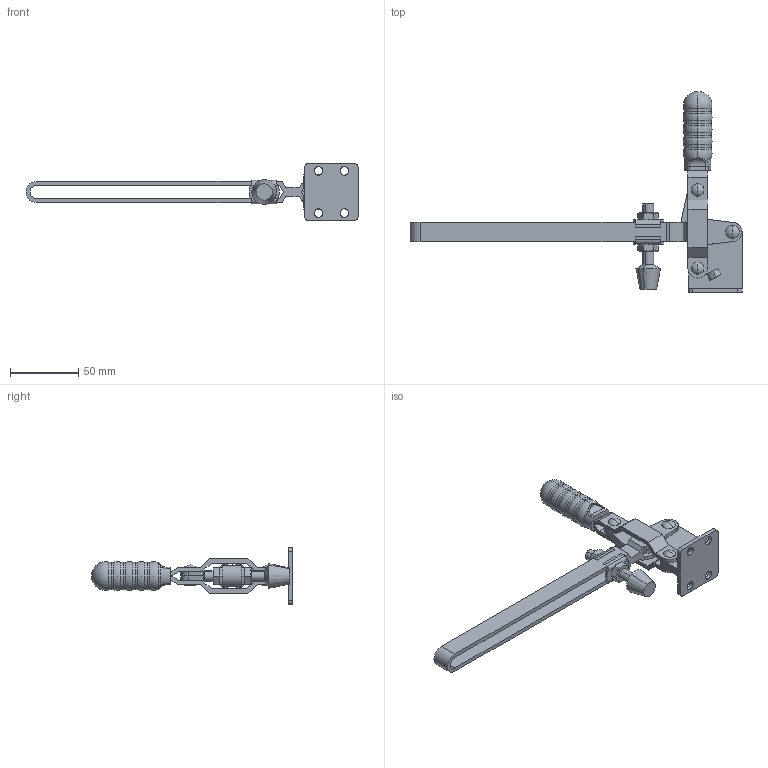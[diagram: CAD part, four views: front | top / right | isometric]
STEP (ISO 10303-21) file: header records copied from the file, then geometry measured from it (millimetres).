
FILE_DESCRIPTION (( 'STEP AP214' ), '1' );
FILE_NAME ('GH-10200-E(Â²¤Æ).STEP', '2020-05-04T09:30:30', ( 'LinWei' ), ( '' ), 'SwSTEP 2.0', 'SolidWorks 2016', '' );
FILE_SCHEMA (( 'AUTOMOTIVE_DESIGN' ));
Length unit declared in the file: millimetre
Products named in the file (6): Group4^GH-101-D(簡化); Group2^GH-10200-E(簡化); 零件46^GH-10200-E(簡化); Group5^GH-10200-E(簡化); Group6^GH-10200-E(簡化); GH-10200-E(簡化)
Assembly tree (5 placements, depth 2):
  GH-10200-E(簡化)
    Group6^GH-10200-E(簡化)
    Group5^GH-10200-E(簡化)
    零件46^GH-10200-E(簡化)
    Group2^GH-10200-E(簡化)
    Group4^GH-101-D(簡化)
Bounding box: 243 x 147 x 42 mm (x, y, z)
Volume: 71043.2 mm3; surface area: 41023.5 mm2
Topology: 5 solids, 5 shells, 320 faces, 814 edges, 507 vertices
Faces by surface type: plane 136, cylinder 90, torus 32, cone 30, sphere 16, bspline 16
Entity records: 11624 total; most frequent: CARTESIAN_POINT 2505, DIRECTION 1627, ORIENTED_EDGE 1576, EDGE_CURVE 788, AXIS2_PLACEMENT_3D 625, VERTEX_POINT 495, VECTOR 377, LINE 377
